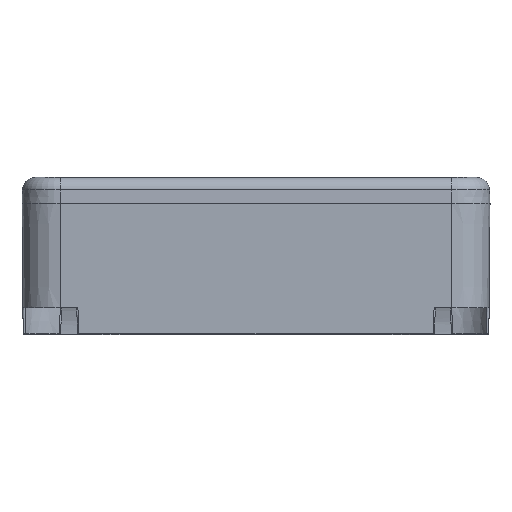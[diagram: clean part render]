
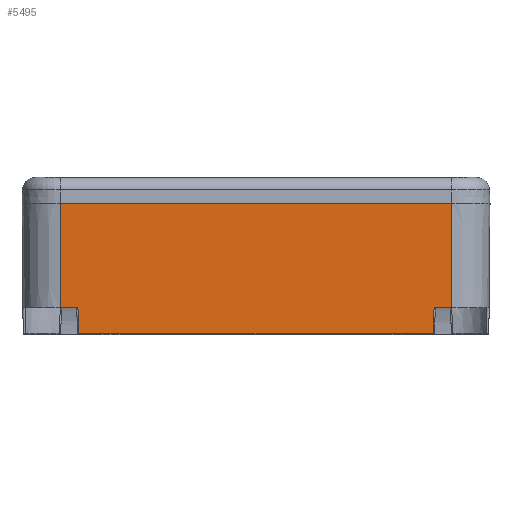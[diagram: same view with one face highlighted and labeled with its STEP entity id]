
A CAD part, top view. The second image highlights one B-rep face of the part: STEP entity #5495.
In plain terms, the highlighted planar face has unit normal (0, -0.009, 1).
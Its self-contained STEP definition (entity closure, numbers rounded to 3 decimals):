
#136 = CARTESIAN_POINT ( 'NONE',  ( -13.657, 2., 17.875 ) ) ;
#915 = ORIENTED_EDGE ( 'NONE', *, *, #5133, .T. ) ;
#1022 = VERTEX_POINT ( 'NONE', #5726 ) ;
#1240 = LINE ( 'NONE', #6133, #7062 ) ;
#1394 = CARTESIAN_POINT ( 'NONE',  ( 15., 10., 17.944 ) ) ;
#1396 = VERTEX_POINT ( 'NONE', #6017 ) ;
#1670 = VECTOR ( 'NONE', #7078, 1000. ) ;
#1923 = VERTEX_POINT ( 'NONE', #3117 ) ;
#2088 = EDGE_LOOP ( 'NONE', ( #3443, #4610, #5942, #6374, #6637, #6893, #7142, #915 ) ) ;
#2296 = VECTOR ( 'NONE', #2676, 1000. ) ;
#2490 = LINE ( 'NONE', #3085, #3844 ) ;
#2493 = CARTESIAN_POINT ( 'NONE',  ( -13.583, 0., 17.857 ) ) ;
#2499 = CARTESIAN_POINT ( 'NONE',  ( -13.595, 0.341, 17.86 ) ) ;
#2524 = CARTESIAN_POINT ( 'NONE',  ( -13.608, 0.682, 17.863 ) ) ;
#2535 = CARTESIAN_POINT ( 'NONE',  ( 13.583, 0., 17.857 ) ) ;
#2542 = CARTESIAN_POINT ( 'NONE',  ( -13.62, 1.023, 17.866 ) ) ;
#2543 = AXIS2_PLACEMENT_3D ( 'NONE', #5426, #5420, #5414 ) ;
#2550 = CARTESIAN_POINT ( 'NONE',  ( -13.632, 1.349, 17.869 ) ) ;
#2676 = DIRECTION ( 'NONE',  ( -1., 0., 0. ) ) ;
#2723 = CARTESIAN_POINT ( 'NONE',  ( 15., 2., 17.875 ) ) ;
#2767 = CARTESIAN_POINT ( 'NONE',  ( -13.657, 2., 17.875 ) ) ;
#2773 = CARTESIAN_POINT ( 'NONE',  ( -13.644, 1.674, 17.872 ) ) ;
#2820 = CARTESIAN_POINT ( 'NONE',  ( 15., 2., 17.875 ) ) ;
#2904 = DIRECTION ( 'NONE',  ( -1., 0., 0. ) ) ;
#2958 = CARTESIAN_POINT ( 'NONE',  ( -15., 2., 17.875 ) ) ;
#3001 = CARTESIAN_POINT ( 'NONE',  ( 13.657, 2., 17.875 ) ) ;
#3022 = CARTESIAN_POINT ( 'NONE',  ( 13.644, 1.674, 17.872 ) ) ;
#3051 = CARTESIAN_POINT ( 'NONE',  ( 13.632, 1.349, 17.869 ) ) ;
#3085 = CARTESIAN_POINT ( 'NONE',  ( -15., 0., 17.857 ) ) ;
#3117 = CARTESIAN_POINT ( 'NONE',  ( -15., 10., 17.944 ) ) ;
#3227 = CARTESIAN_POINT ( 'NONE',  ( 15., 2., 17.875 ) ) ;
#3277 = B_SPLINE_CURVE_WITH_KNOTS ( 'NONE', 3,
 ( #2767, #2773, #2550, #2542, #2524, #2499, #2493 ),
 .UNSPECIFIED., .F., .F.,
 ( 4, 3, 4 ),
 ( 0., 0.001, 0.002 ),
 .UNSPECIFIED. ) ;
#3388 = CARTESIAN_POINT ( 'NONE',  ( 13.62, 1.023, 17.866 ) ) ;
#3437 = VECTOR ( 'NONE', #3741, 1000. ) ;
#3443 = ORIENTED_EDGE ( 'NONE', *, *, #3924, .T. ) ;
#3461 = CARTESIAN_POINT ( 'NONE',  ( 13.608, 0.682, 17.863 ) ) ;
#3627 = LINE ( 'NONE', #3767, #3437 ) ;
#3637 = LINE ( 'NONE', #2723, #2296 ) ;
#3705 = VERTEX_POINT ( 'NONE', #2958 ) ;
#3741 = DIRECTION ( 'NONE',  ( 1., 0., 0. ) ) ;
#3767 = CARTESIAN_POINT ( 'NONE',  ( -15., 10., 17.944 ) ) ;
#3844 = VECTOR ( 'NONE', #4817, 1000. ) ;
#3924 = EDGE_CURVE ( 'NONE', #1396, #6011, #6047, .T. ) ;
#3992 = VERTEX_POINT ( 'NONE', #1394 ) ;
#4055 = EDGE_CURVE ( 'NONE', #1923, #3705, #2490, .T. ) ;
#4128 = CARTESIAN_POINT ( 'NONE',  ( 13.595, 0.341, 17.86 ) ) ;
#4209 = CARTESIAN_POINT ( 'NONE',  ( 13.583, 0., 17.857 ) ) ;
#4268 = B_SPLINE_CURVE_WITH_KNOTS ( 'NONE', 3,
 ( #4209, #4128, #3461, #3388, #3051, #3022, #3001 ),
 .UNSPECIFIED., .F., .F.,
 ( 4, 3, 4 ),
 ( 0., 0.001, 0.002 ),
 .UNSPECIFIED. ) ;
#4580 = EDGE_CURVE ( 'NONE', #6011, #1022, #4268, .T. ) ;
#4610 = ORIENTED_EDGE ( 'NONE', *, *, #4580, .T. ) ;
#4817 = DIRECTION ( 'NONE',  ( 0., -1., -0.009 ) ) ;
#5119 = EDGE_CURVE ( 'NONE', #5747, #1022, #5152, .T. ) ;
#5129 = EDGE_CURVE ( 'NONE', #6634, #3705, #3637, .T. ) ;
#5133 = EDGE_CURVE ( 'NONE', #6634, #1396, #3277, .T. ) ;
#5152 = LINE ( 'NONE', #2820, #6645 ) ;
#5414 = DIRECTION ( 'NONE',  ( 0., -1., -0.009 ) ) ;
#5420 = DIRECTION ( 'NONE',  ( 0., -0.009, 1. ) ) ;
#5426 = CARTESIAN_POINT ( 'NONE',  ( 15., 0., 17.857 ) ) ;
#5429 = EDGE_CURVE ( 'NONE', #3992, #5747, #1240, .T. ) ;
#5495 = ADVANCED_FACE ( 'NONE', ( #6375 ), #5619, .T. ) ;
#5619 = PLANE ( 'NONE',  #2543 ) ;
#5726 = CARTESIAN_POINT ( 'NONE',  ( 13.657, 2., 17.875 ) ) ;
#5747 = VERTEX_POINT ( 'NONE', #3227 ) ;
#5942 = ORIENTED_EDGE ( 'NONE', *, *, #5119, .F. ) ;
#6011 = VERTEX_POINT ( 'NONE', #2535 ) ;
#6017 = CARTESIAN_POINT ( 'NONE',  ( -13.583, 0., 17.857 ) ) ;
#6047 = LINE ( 'NONE', #7037, #1670 ) ;
#6053 = DIRECTION ( 'NONE',  ( 0., -1., -0.009 ) ) ;
#6133 = CARTESIAN_POINT ( 'NONE',  ( 15., 0., 17.857 ) ) ;
#6374 = ORIENTED_EDGE ( 'NONE', *, *, #5429, .F. ) ;
#6375 = FACE_OUTER_BOUND ( 'NONE', #2088, .T. ) ;
#6634 = VERTEX_POINT ( 'NONE', #136 ) ;
#6637 = ORIENTED_EDGE ( 'NONE', *, *, #7010, .F. ) ;
#6645 = VECTOR ( 'NONE', #2904, 1000. ) ;
#6893 = ORIENTED_EDGE ( 'NONE', *, *, #4055, .T. ) ;
#7010 = EDGE_CURVE ( 'NONE', #1923, #3992, #3627, .T. ) ;
#7037 = CARTESIAN_POINT ( 'NONE',  ( 15., 0., 17.857 ) ) ;
#7062 = VECTOR ( 'NONE', #6053, 1000. ) ;
#7078 = DIRECTION ( 'NONE',  ( 1., 0., 0. ) ) ;
#7142 = ORIENTED_EDGE ( 'NONE', *, *, #5129, .F. ) ;
